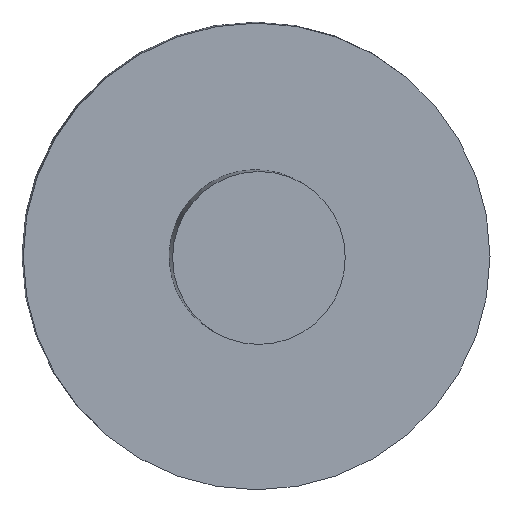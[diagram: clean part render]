
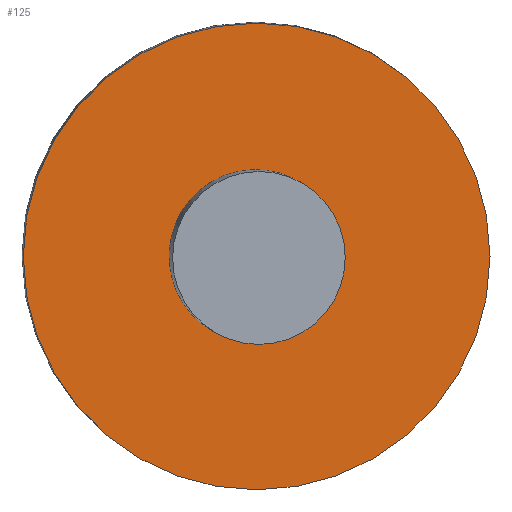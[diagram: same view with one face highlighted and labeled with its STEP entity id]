
A CAD part, top view. The second image highlights one B-rep face of the part: STEP entity #125.
In plain terms, the highlighted planar face has unit normal (0.007, -0.007, 1).
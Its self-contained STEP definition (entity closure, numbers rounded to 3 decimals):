
#22 = VERTEX_POINT('',#23);
#23 = CARTESIAN_POINT('',(578.458,365.07,
    -56.309));
#32 = CYLINDRICAL_SURFACE('',#33,5.934);
#33 = AXIS2_PLACEMENT_3D('',#34,#35,#36);
#34 = CARTESIAN_POINT('',(572.481,365.103,-56.766
    ));
#35 = DIRECTION('',(0.066,-0.038,
    0.997));
#36 = DIRECTION('',(0.998,0.,-0.066));
#79 = EDGE_CURVE('',#22,#22,#80,.T.);
#80 = SURFACE_CURVE('',#81,(#86,#113),.PCURVE_S1.);
#81 = ELLIPSE('',#82,5.947,5.934);
#82 = AXIS2_PLACEMENT_3D('',#83,#84,#85);
#83 = CARTESIAN_POINT('',(572.514,365.084,
    -56.267));
#84 = DIRECTION('',(0.007,-0.007,
    1.));
#85 = DIRECTION('',(0.882,-0.471,-0.009));
#86 = PCURVE('',#32,#87);
#87 = DEFINITIONAL_REPRESENTATION('',(#88),#112);
#88 = B_SPLINE_CURVE_WITH_KNOTS('',8,(#89,#90,#91,#92,#93,#94,#95,#96,
    #97,#98,#99,#100,#101,#102,#103,#104,#105,#106,#107,#108,#109,#110,
    #111),.UNSPECIFIED.,.F.,.F.,(9,7,7,9),(0.489,2.06
    ,4.416,6.773),.UNSPECIFIED.);
#89 = CARTESIAN_POINT('',(0.,0.852));
#90 = CARTESIAN_POINT('',(0.196,0.815));
#91 = CARTESIAN_POINT('',(0.393,0.762));
#92 = CARTESIAN_POINT('',(0.589,0.697));
#93 = CARTESIAN_POINT('',(0.785,0.621));
#94 = CARTESIAN_POINT('',(0.982,0.54));
#95 = CARTESIAN_POINT('',(1.178,0.459));
#96 = CARTESIAN_POINT('',(1.374,0.382));
#97 = CARTESIAN_POINT('',(1.865,0.209));
#98 = CARTESIAN_POINT('',(2.16,0.124));
#99 = CARTESIAN_POINT('',(2.454,0.071));
#100 = CARTESIAN_POINT('',(2.749,0.061));
#101 = CARTESIAN_POINT('',(3.043,0.097));
#102 = CARTESIAN_POINT('',(3.338,0.171));
#103 = CARTESIAN_POINT('',(3.632,0.272));
#104 = CARTESIAN_POINT('',(4.222,0.496));
#105 = CARTESIAN_POINT('',(4.516,0.62));
#106 = CARTESIAN_POINT('',(4.811,0.74));
#107 = CARTESIAN_POINT('',(5.105,0.84));
#108 = CARTESIAN_POINT('',(5.4,0.905));
#109 = CARTESIAN_POINT('',(5.694,0.927));
#110 = CARTESIAN_POINT('',(5.989,0.907));
#111 = CARTESIAN_POINT('',(6.283,0.852));
#112 = ( GEOMETRIC_REPRESENTATION_CONTEXT(2) 
PARAMETRIC_REPRESENTATION_CONTEXT() REPRESENTATION_CONTEXT('2D SPACE',''
  ) );
#113 = PCURVE('',#114,#119);
#114 = PLANE('',#115);
#115 = AXIS2_PLACEMENT_3D('',#116,#117,#118);
#116 = CARTESIAN_POINT('',(572.569,365.067,
    -56.268));
#117 = DIRECTION('',(0.007,-0.007,
    1.));
#118 = DIRECTION('',(1.,0.,
    -0.007));
#119 = DEFINITIONAL_REPRESENTATION('',(#120),#124);
#120 = ELLIPSE('',#121,5.947,5.934);
#121 = AXIS2_PLACEMENT_2D('',#122,#123);
#122 = CARTESIAN_POINT('',(-0.055,0.017));
#123 = DIRECTION('',(0.882,-0.471));
#124 = ( GEOMETRIC_REPRESENTATION_CONTEXT(2) 
PARAMETRIC_REPRESENTATION_CONTEXT() REPRESENTATION_CONTEXT('2D SPACE',''
  ) );
#125 = ADVANCED_FACE('',(#126,#157),#114,.T.);
#126 = FACE_BOUND('',#127,.T.);
#127 = EDGE_LOOP('',(#128));
#128 = ORIENTED_EDGE('',*,*,#129,.T.);
#129 = EDGE_CURVE('',#130,#130,#132,.T.);
#130 = VERTEX_POINT('',#131);
#131 = CARTESIAN_POINT('',(588.577,365.067,
    -56.379));
#132 = SURFACE_CURVE('',#133,(#138,#145),.PCURVE_S1.);
#133 = CIRCLE('',#134,16.008);
#134 = AXIS2_PLACEMENT_3D('',#135,#136,#137);
#135 = CARTESIAN_POINT('',(572.569,365.067,
    -56.268));
#136 = DIRECTION('',(0.007,-0.007,
    1.));
#137 = DIRECTION('',(1.,0.,
    -0.007));
#138 = PCURVE('',#114,#139);
#139 = DEFINITIONAL_REPRESENTATION('',(#140),#144);
#140 = CIRCLE('',#141,16.008);
#141 = AXIS2_PLACEMENT_2D('',#142,#143);
#142 = CARTESIAN_POINT('',(0.,0.));
#143 = DIRECTION('',(1.,0.));
#144 = ( GEOMETRIC_REPRESENTATION_CONTEXT(2) 
PARAMETRIC_REPRESENTATION_CONTEXT() REPRESENTATION_CONTEXT('2D SPACE',''
  ) );
#145 = PCURVE('',#146,#151);
#146 = CYLINDRICAL_SURFACE('',#147,16.008);
#147 = AXIS2_PLACEMENT_3D('',#148,#149,#150);
#148 = CARTESIAN_POINT('',(572.486,365.148,
    -68.148));
#149 = DIRECTION('',(0.007,-0.007,
    1.));
#150 = DIRECTION('',(1.,0.,
    -0.007));
#151 = DEFINITIONAL_REPRESENTATION('',(#152),#156);
#152 = LINE('',#153,#154);
#153 = CARTESIAN_POINT('',(0.,11.881));
#154 = VECTOR('',#155,1.);
#155 = DIRECTION('',(1.,0.));
#156 = ( GEOMETRIC_REPRESENTATION_CONTEXT(2) 
PARAMETRIC_REPRESENTATION_CONTEXT() REPRESENTATION_CONTEXT('2D SPACE',''
  ) );
#157 = FACE_BOUND('',#158,.T.);
#158 = EDGE_LOOP('',(#159));
#159 = ORIENTED_EDGE('',*,*,#79,.F.);
